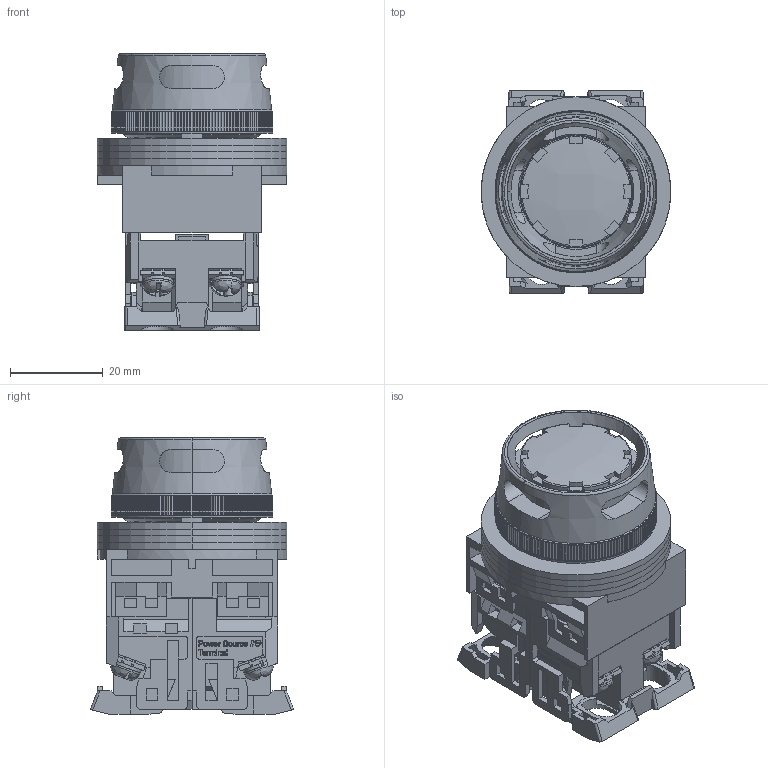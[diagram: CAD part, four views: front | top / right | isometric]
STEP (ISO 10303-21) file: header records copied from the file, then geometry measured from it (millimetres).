
FILE_DESCRIPTION (( 'STEP AP214' ), '1' );
FILE_NAME ('AR30G2L-10E3AZC.step', '2018-02-13T19:47:17', ( '' ), ( '' ), 'SwSTEP 2.0', 'SolidWorks 2017', '' );
FILE_SCHEMA (( 'AUTOMOTIVE_DESIGN' ));
Length unit declared in the file: inch
Products named in the file (1): AR30G2L-10E3AZC
Bounding box: 41 x 44 x 59.7 mm (x, y, z)
Volume: 35100.9 mm3; surface area: 40397.7 mm2
Topology: 25 solids, 25 shells, 2179 faces, 5911 edges, 3809 vertices
Faces by surface type: plane 1508, cylinder 458, bspline 133, cone 80
Entity records: 104147 total; most frequent: CARTESIAN_POINT 20603, ORIENTED_EDGE 11822, DIRECTION 11059, EDGE_CURVE 5911, VECTOR 3845, LINE 3845, VERTEX_POINT 3809, AXIS2_PLACEMENT_3D 3607
